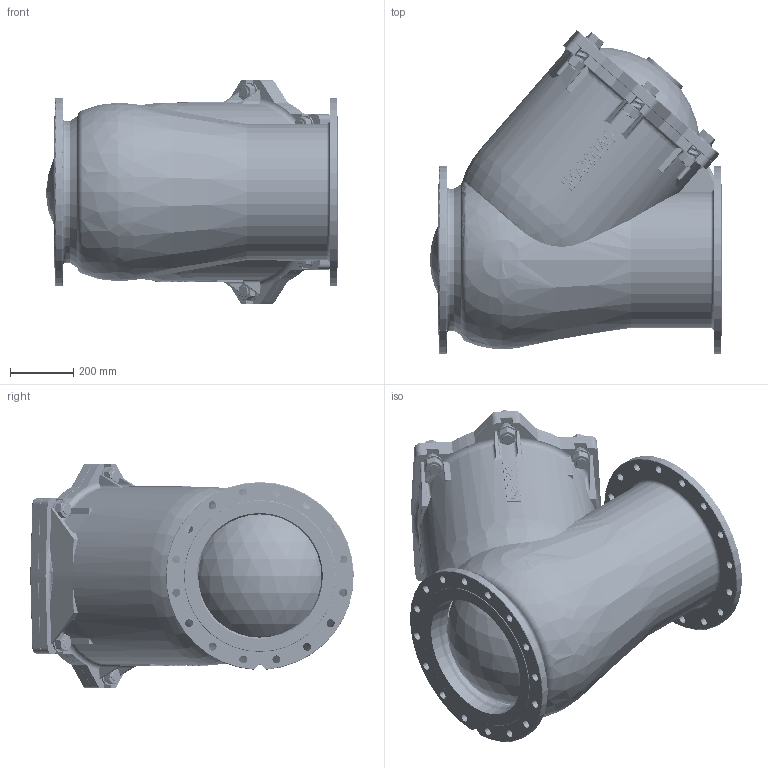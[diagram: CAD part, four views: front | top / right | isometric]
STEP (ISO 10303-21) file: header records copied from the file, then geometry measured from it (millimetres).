
FILE_DESCRIPTION (( 'STEP AP203' ), '1' );
FILE_NAME ('DN 400 PN10.STEP', '2017-04-27T15:20:16', ( '' ), ( '' ), 'SwSTEP 2.0', 'SolidWorks 2017', '' );
FILE_SCHEMA (( 'CONFIG_CONTROL_DESIGN' ));
Length unit declared in the file: millimetre
Products named in the file (1): DN 400 PN10
Bounding box: 927 x 1025.9 x 712 mm (x, y, z)
Volume: 112523199.5 mm3; surface area: 6367263.3 mm2
Topology: 15 solids, 15 shells, 1794 faces, 4835 edges, 3099 vertices
Faces by surface type: cylinder 1128, plane 342, torus 165, bspline 126, cone 21, sphere 12
Entity records: 101035 total; most frequent: CARTESIAN_POINT 60918, ORIENTED_EDGE 9580, DIRECTION 7310, EDGE_CURVE 4790, VERTEX_POINT 3086, AXIS2_PLACEMENT_3D 2745, EDGE_LOOP 1942, LINE 1820
